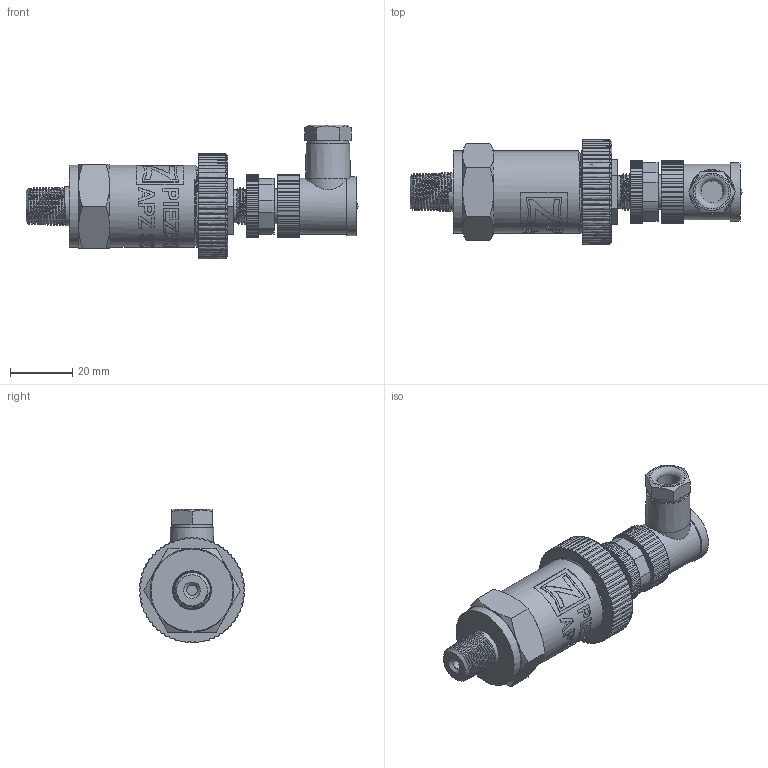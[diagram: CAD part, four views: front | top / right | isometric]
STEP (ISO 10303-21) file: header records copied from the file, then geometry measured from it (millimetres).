
FILE_DESCRIPTION(/* description */ (''),/* implementation_level */ '2;1');
FILE_NAME(/* name */ 'APZ3230_1''4NPT_M12x1-angular.step',/* time_stamp */ '2021-06-24T09:35:07+03:00',/* author */ (''),/* organization */ (''),/* preprocessor_version */ 'ST-DEVELOPER v18.1',/* originating_system */ 'Autodesk Translation Framework v10.9.0.1377',/* authorisation */ '');
FILE_SCHEMA (('AUTOMOTIVE_DESIGN { 1 0 10303 214 3 1 1 }'));
Products named in the file (6): APZ3230_1'4NPT_M12x1-angular; 1/4 NPT; OMAL nut M27x1.5 v8; M12x1 male v16; Ш100.000.002 v4; M12x1 female angular v10
Assembly tree (5 placements, depth 2):
  APZ3230_1'4NPT_M12x1-angular
    1/4 NPT
    OMAL nut M27x1.5 v8
    M12x1 male v16
    Ш100.000.002 v4
    M12x1 female angular v10
Bounding box: 107.07 x 34 x 43.2 mm (x, y, z)
Volume: 47547.9 mm3; surface area: 19524.5 mm2
Topology: 16 solids, 16 shells, 992 faces, 2772 edges, 1858 vertices
Faces by surface type: bspline 456, cylinder 317, plane 173, cone 42, torus 3, sphere 1
Full cylindrical faces by diameter (mm): 1 x12, 1.5 x4, 3.3 x1, 7 x1, 8 x1, 8.2 x1, 9.471 x2, 10.6 x2, 10.741 x6, 11.035 x4, 11.156 x1, 11.884 x5, 12.152 x4, 13 x1, 14 x1, 14.137 x4, 14.526 x3, 15.85 x3, 16.203 x3, 18 x1, 19 x1, 21.4 x2, 22.3 x1, 22.4 x1, 24.5 x1, 25.132 x4, 25.526 x4, 26.5 x6, 27.208 x5
Entity records: 74445 total; most frequent: CARTESIAN_POINT 51590, ORIENTED_EDGE 5544, DIRECTION 3382, EDGE_CURVE 2772, VERTEX_POINT 1858, AXIS2_PLACEMENT_3D 1157, LINE 1068, VECTOR 1068
